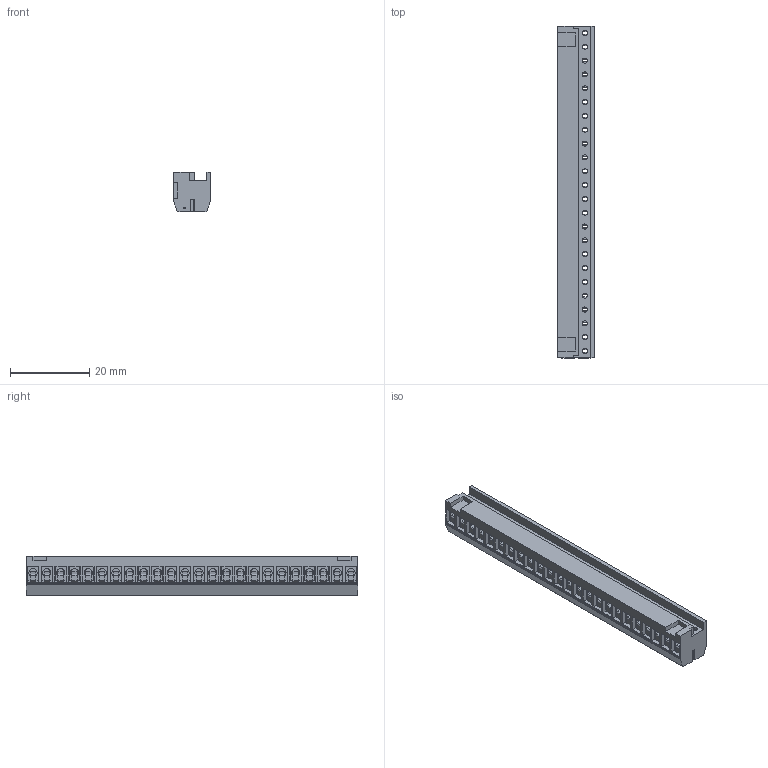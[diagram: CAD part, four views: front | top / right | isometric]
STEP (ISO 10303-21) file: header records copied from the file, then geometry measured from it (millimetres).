
FILE_DESCRIPTION((''),'2;1');
FILE_NAME('0','2024-11-15T14:19:20',('sheji'),(''),'CREO PARAMETRIC BY PTC INC, 2018100','CREO PARAMETRIC BY PTC INC, 2018100','');
FILE_SCHEMA(('CONFIG_CONTROL_DESIGN'));
Length unit declared in the file: millimetre
Products named in the file (1): 0
Bounding box: 9.5 x 84 x 10 mm (x, y, z)
Volume: 5927.6 mm3; surface area: 6359.7 mm2
Topology: 1 solids, 1 shells, 1414 faces, 3588 edges, 2224 vertices
Faces by surface type: plane 826, cylinder 348, cone 96, bspline 72, extrusion 72
Entity records: 44208 total; most frequent: CARTESIAN_POINT 10176, ORIENTED_EDGE 7176, DIRECTION 6776, EDGE_CURVE 3588, VECTOR 2460, LINE 2388, VERTEX_POINT 2224, AXIS2_PLACEMENT_3D 2158
